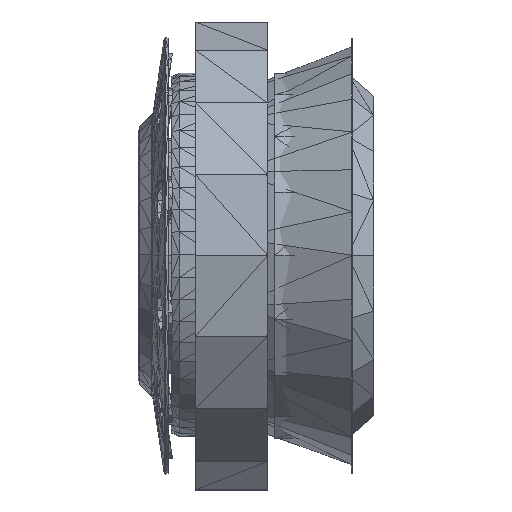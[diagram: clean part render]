
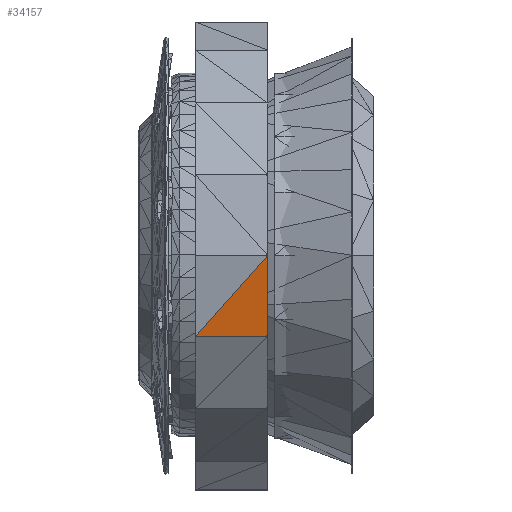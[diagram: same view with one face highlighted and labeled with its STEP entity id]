
A CAD part, top view. The second image highlights one B-rep face of the part: STEP entity #34157.
In plain terms, the highlighted planar face has unit normal (0, 0.174, -0.985).
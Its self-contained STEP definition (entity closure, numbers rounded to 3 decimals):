
#599 = VERTEX_POINT ( 'NONE', #32658 ) ;
#1623 = ORIENTED_EDGE ( 'NONE', *, *, #38072, .T. ) ;
#2258 = PLANE ( 'NONE',  #32210 ) ;
#2831 = VECTOR ( 'NONE', #38391, 1000. ) ;
#5082 = CARTESIAN_POINT ( 'NONE',  ( -1.063, 0.358, -6.142 ) ) ;
#7275 = CARTESIAN_POINT ( 'NONE',  ( -1.063, 0.358, -6.142 ) ) ;
#7952 = DIRECTION ( 'NONE',  ( 0., -0.985, -0.174 ) ) ;
#10602 = DIRECTION ( 'NONE',  ( 1., 0., 0. ) ) ;
#14766 = VERTEX_POINT ( 'NONE', #19865 ) ;
#14879 = CARTESIAN_POINT ( 'NONE',  ( -0.971, 0.462, -6.124 ) ) ;
#19865 = CARTESIAN_POINT ( 'NONE',  ( -0.971, 0.462, -6.124 ) ) ;
#19918 = LINE ( 'NONE', #5082, #2831 ) ;
#20030 = FACE_OUTER_BOUND ( 'NONE', #38156, .T. ) ;
#20402 = ORIENTED_EDGE ( 'NONE', *, *, #38636, .T. ) ;
#20922 = ORIENTED_EDGE ( 'NONE', *, *, #29614, .F. ) ;
#21915 = CARTESIAN_POINT ( 'NONE',  ( 0., 1.061, -6.018 ) ) ;
#23501 = VECTOR ( 'NONE', #10602, 1000. ) ;
#25338 = DIRECTION ( 'NONE',  ( 0., -0.174, 0.985 ) ) ;
#28131 = LINE ( 'NONE', #7275, #23501 ) ;
#28537 = DIRECTION ( 'NONE',  ( 0., -0.985, -0.174 ) ) ;
#28656 = VECTOR ( 'NONE', #7952, 1000. ) ;
#29130 = VERTEX_POINT ( 'NONE', #34967 ) ;
#29614 = EDGE_CURVE ( 'NONE', #29130, #599, #28131, .T. ) ;
#32210 = AXIS2_PLACEMENT_3D ( 'NONE', #21915, #25338, #28537 ) ;
#32658 = CARTESIAN_POINT ( 'NONE',  ( -0.971, 0.358, -6.142 ) ) ;
#34157 = ADVANCED_FACE ( 'NONE', ( #20030 ), #2258, .F. ) ;
#34967 = CARTESIAN_POINT ( 'NONE',  ( -1.063, 0.358, -6.142 ) ) ;
#35866 = LINE ( 'NONE', #14879, #28656 ) ;
#38072 = EDGE_CURVE ( 'NONE', #29130, #14766, #19918, .T. ) ;
#38156 = EDGE_LOOP ( 'NONE', ( #1623, #20402, #20922 ) ) ;
#38391 = DIRECTION ( 'NONE',  ( 0.66, 0.74, 0.13 ) ) ;
#38636 = EDGE_CURVE ( 'NONE', #14766, #599, #35866, .T. ) ;
